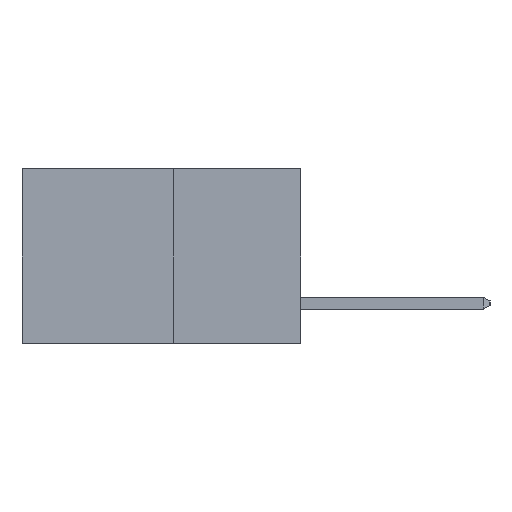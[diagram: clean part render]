
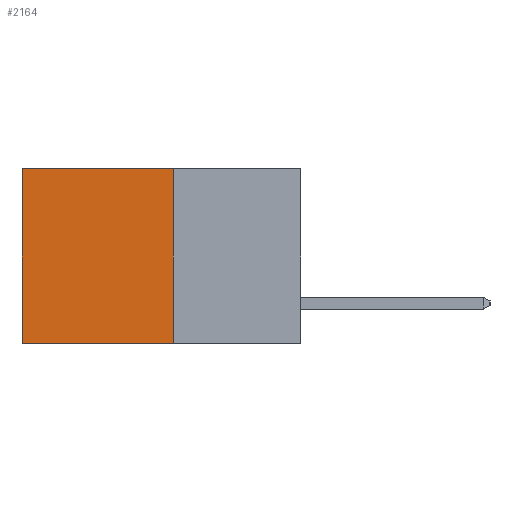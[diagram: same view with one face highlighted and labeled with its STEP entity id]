
A CAD part, left-side view. The second image highlights one B-rep face of the part: STEP entity #2164.
In plain terms, the highlighted planar face has unit normal (-1, 0, 0).
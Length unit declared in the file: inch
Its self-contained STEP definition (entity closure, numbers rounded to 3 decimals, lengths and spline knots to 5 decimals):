
#291 = CARTESIAN_POINT ( 'NONE',  ( 0.277, 0.27, -0.37 ) ) ;
#907 = EDGE_LOOP ( 'NONE', ( #7988, #5919, #4497, #3195 ) ) ;
#1000 = CARTESIAN_POINT ( 'NONE',  ( 0.277, 0.27, 0. ) ) ;
#1343 = FACE_OUTER_BOUND ( 'NONE', #907, .T. ) ;
#1450 = LINE ( 'NONE', #1000, #7438 ) ;
#2164 = ADVANCED_FACE ( 'NONE', ( #1343 ), #10014, .F. ) ;
#2428 = CARTESIAN_POINT ( 'NONE',  ( 0.277, 0.27, -0.37 ) ) ;
#2491 = DIRECTION ( 'NONE',  ( 0., 0., -1. ) ) ;
#2704 = DIRECTION ( 'NONE',  ( 0., 1., 0. ) ) ;
#2788 = LINE ( 'NONE', #8944, #8376 ) ;
#3143 = EDGE_CURVE ( 'NONE', #9699, #10494, #9584, .T. ) ;
#3195 = ORIENTED_EDGE ( 'NONE', *, *, #4340, .T. ) ;
#3217 = CARTESIAN_POINT ( 'NONE',  ( 0.277, 0.59, -0.37 ) ) ;
#3653 = CARTESIAN_POINT ( 'NONE',  ( 0.277, 0.27, -0.37 ) ) ;
#3800 = DIRECTION ( 'NONE',  ( 1., 0., 0. ) ) ;
#4014 = CARTESIAN_POINT ( 'NONE',  ( 0.277, 0.27, 0. ) ) ;
#4340 = EDGE_CURVE ( 'NONE', #5486, #7329, #1450, .T. ) ;
#4437 = VECTOR ( 'NONE', #9969, 39.37008 ) ;
#4497 = ORIENTED_EDGE ( 'NONE', *, *, #10185, .F. ) ;
#4559 = DIRECTION ( 'NONE',  ( 0., 0., -1. ) ) ;
#5161 = VECTOR ( 'NONE', #7370, 39.37008 ) ;
#5486 = VERTEX_POINT ( 'NONE', #4014 ) ;
#5919 = ORIENTED_EDGE ( 'NONE', *, *, #3143, .F. ) ;
#6173 = AXIS2_PLACEMENT_3D ( 'NONE', #2428, #3800, #4559 ) ;
#6665 = CARTESIAN_POINT ( 'NONE',  ( 0.277, 0.59, 0. ) ) ;
#7329 = VERTEX_POINT ( 'NONE', #6665 ) ;
#7370 = DIRECTION ( 'NONE',  ( 0., 1., 0. ) ) ;
#7438 = VECTOR ( 'NONE', #2704, 39.37008 ) ;
#7726 = CARTESIAN_POINT ( 'NONE',  ( 0.277, 0.27, -0.37 ) ) ;
#7988 = ORIENTED_EDGE ( 'NONE', *, *, #9485, .T. ) ;
#8376 = VECTOR ( 'NONE', #2491, 39.37008 ) ;
#8874 = LINE ( 'NONE', #3653, #4437 ) ;
#8944 = CARTESIAN_POINT ( 'NONE',  ( 0.277, 0.59, -0.37 ) ) ;
#9485 = EDGE_CURVE ( 'NONE', #7329, #10494, #2788, .T. ) ;
#9584 = LINE ( 'NONE', #7726, #5161 ) ;
#9699 = VERTEX_POINT ( 'NONE', #291 ) ;
#9969 = DIRECTION ( 'NONE',  ( 0., 0., -1. ) ) ;
#10014 = PLANE ( 'NONE',  #6173 ) ;
#10185 = EDGE_CURVE ( 'NONE', #5486, #9699, #8874, .T. ) ;
#10494 = VERTEX_POINT ( 'NONE', #3217 ) ;
